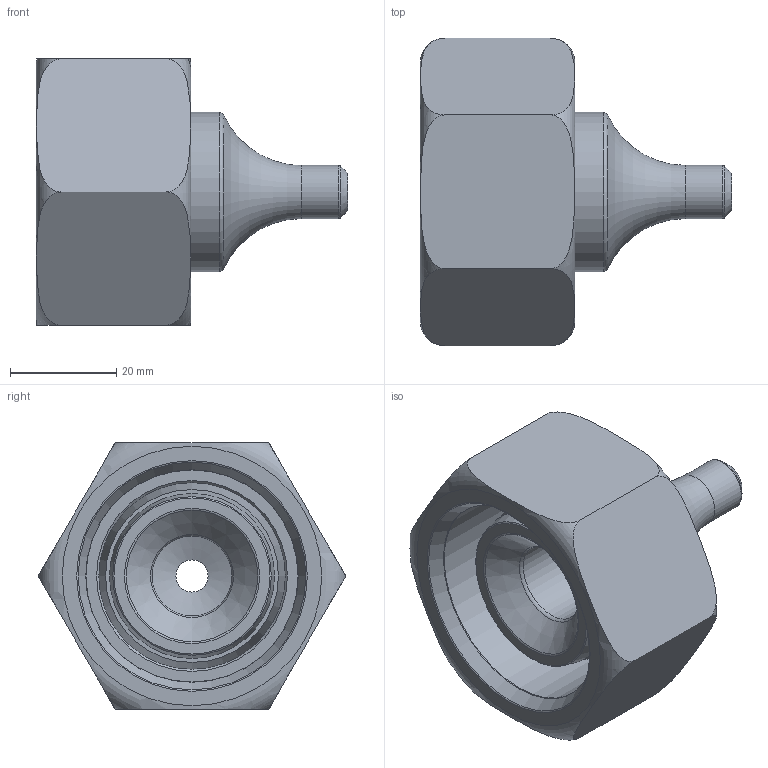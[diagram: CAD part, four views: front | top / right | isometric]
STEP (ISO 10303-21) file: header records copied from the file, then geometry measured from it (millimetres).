
FILE_DESCRIPTION(/* description */ (''),/* implementation_level */ '2;1');
FILE_NAME(/* name */ 'ARKM30-10.stp',/* time_stamp */ '2024-07-15T06:46:38+02:00',/* author */ (''),/* organization */ (''),/* preprocessor_version */ 'ST-DEVELOPER v16',/* originating_system */ 'SIEMENS PLM Software NX 10.0',/* authorisation */ '');
FILE_SCHEMA (('CONFIG_CONTROL_DESIGN'));
Length unit declared in the file: millimetre
Products named in the file (4): X-OR-30; X-ARK30-10; X-M30; ARKM30-10
Assembly tree (3 placements, depth 2):
  ARKM30-10
    X-M30
    X-ARK30-10
    X-OR-30
Bounding box: 58.47 x 57.73 x 50 mm (x, y, z)
Volume: 51526.4 mm3; surface area: 18169.8 mm2
Topology: 3 solids, 3 shells, 149 faces, 388 edges, 255 vertices
Faces by surface type: plane 99, cylinder 13, extrusion 13, cone 12, torus 11, revolution 1
Full cylindrical faces by diameter (mm): 6.045 x1, 10 x1, 15 x1, 29.909 x1, 30.225 x1, 35 x1, 39.84 x1
Entity records: 5320 total; most frequent: CARTESIAN_POINT 1796, ORIENTED_EDGE 684, DIRECTION 492, EDGE_CURVE 342, VERTEX_POINT 241, B_SPLINE_CURVE_WITH_KNOTS 205, EDGE_LOOP 194, AXIS2_PLACEMENT_3D 188
